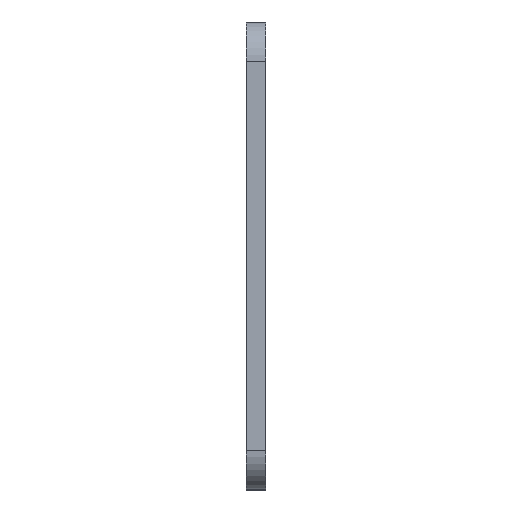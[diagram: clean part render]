
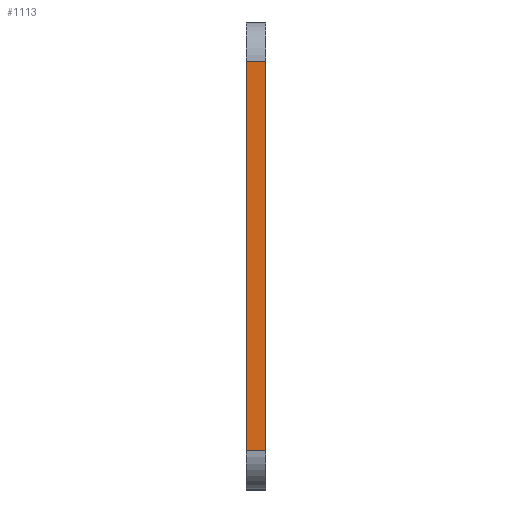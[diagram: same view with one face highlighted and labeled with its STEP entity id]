
A CAD part, left-side view. The second image highlights one B-rep face of the part: STEP entity #1113.
In plain terms, the highlighted planar face has unit normal (-1, 0, 0).
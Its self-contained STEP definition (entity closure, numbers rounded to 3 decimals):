
#42 = CARTESIAN_POINT ( 'NONE',  ( -56., 1.5, 14.8 ) ) ;
#85 = VECTOR ( 'NONE', #604, 1000. ) ;
#134 = EDGE_CURVE ( 'NONE', #1025, #326, #377, .T. ) ;
#179 = EDGE_CURVE ( 'NONE', #193, #1764, #1780, .T. ) ;
#193 = VERTEX_POINT ( 'NONE', #549 ) ;
#233 = CARTESIAN_POINT ( 'NONE',  ( -56., 1.5, -14.8 ) ) ;
#288 = CARTESIAN_POINT ( 'NONE',  ( -56., 1.5, 0. ) ) ;
#292 = CARTESIAN_POINT ( 'NONE',  ( -56., 0., 14.8 ) ) ;
#316 = DIRECTION ( 'NONE',  ( 1., 0., 0. ) ) ;
#326 = VERTEX_POINT ( 'NONE', #42 ) ;
#377 = LINE ( 'NONE', #1563, #475 ) ;
#468 = CARTESIAN_POINT ( 'NONE',  ( -56., 1.5, 0. ) ) ;
#475 = VECTOR ( 'NONE', #1543, 1000. ) ;
#480 = PLANE ( 'NONE',  #1083 ) ;
#549 = CARTESIAN_POINT ( 'NONE',  ( -56., 1.5, -14.8 ) ) ;
#604 = DIRECTION ( 'NONE',  ( 0., 0., 1. ) ) ;
#682 = DIRECTION ( 'NONE',  ( 0., -1., 0. ) ) ;
#779 = VECTOR ( 'NONE', #1247, 1000. ) ;
#784 = LINE ( 'NONE', #1238, #779 ) ;
#788 = ORIENTED_EDGE ( 'NONE', *, *, #179, .T. ) ;
#818 = EDGE_LOOP ( 'NONE', ( #1033, #788, #1905, #1199 ) ) ;
#840 = CARTESIAN_POINT ( 'NONE',  ( -56., 0., -14.8 ) ) ;
#965 = DIRECTION ( 'NONE',  ( 0., 0., -1. ) ) ;
#971 = VECTOR ( 'NONE', #682, 1000. ) ;
#1025 = VERTEX_POINT ( 'NONE', #292 ) ;
#1033 = ORIENTED_EDGE ( 'NONE', *, *, #1459, .F. ) ;
#1083 = AXIS2_PLACEMENT_3D ( 'NONE', #468, #316, #965 ) ;
#1113 = ADVANCED_FACE ( 'NONE', ( #1888 ), #480, .F. ) ;
#1199 = ORIENTED_EDGE ( 'NONE', *, *, #134, .T. ) ;
#1238 = CARTESIAN_POINT ( 'NONE',  ( -56., 0., 0. ) ) ;
#1247 = DIRECTION ( 'NONE',  ( 0., 0., 1. ) ) ;
#1373 = LINE ( 'NONE', #288, #85 ) ;
#1459 = EDGE_CURVE ( 'NONE', #193, #326, #1373, .T. ) ;
#1543 = DIRECTION ( 'NONE',  ( 0., 1., 0. ) ) ;
#1563 = CARTESIAN_POINT ( 'NONE',  ( -56., 1.5, 14.8 ) ) ;
#1764 = VERTEX_POINT ( 'NONE', #840 ) ;
#1780 = LINE ( 'NONE', #233, #971 ) ;
#1864 = EDGE_CURVE ( 'NONE', #1764, #1025, #784, .T. ) ;
#1888 = FACE_OUTER_BOUND ( 'NONE', #818, .T. ) ;
#1905 = ORIENTED_EDGE ( 'NONE', *, *, #1864, .T. ) ;
